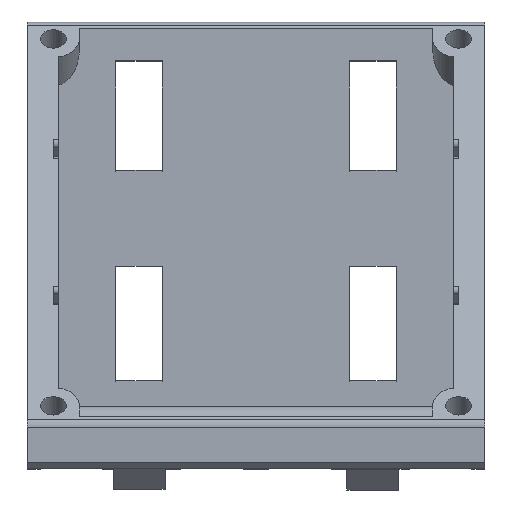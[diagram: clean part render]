
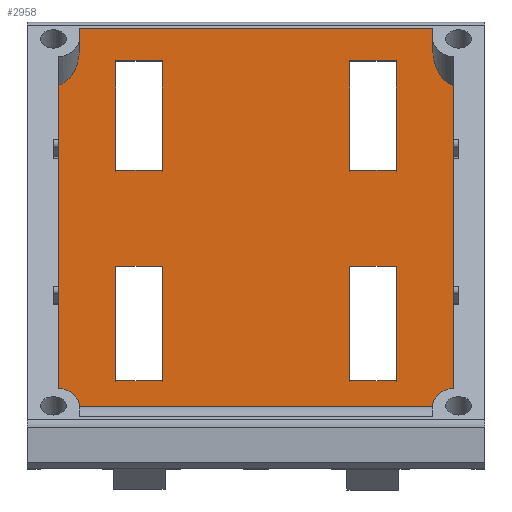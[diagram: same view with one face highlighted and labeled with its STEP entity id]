
A CAD part, top view. The second image highlights one B-rep face of the part: STEP entity #2958.
In plain terms, the highlighted planar face has unit normal (0, 0, 1).
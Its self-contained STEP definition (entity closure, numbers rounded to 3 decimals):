
#84=FACE_BOUND('',#265,.T.);
#85=FACE_BOUND('',#266,.T.);
#86=FACE_BOUND('',#267,.T.);
#87=FACE_BOUND('',#268,.T.);
#107=FACE_OUTER_BOUND('',#264,.T.);
#264=EDGE_LOOP('',(#1952,#1953,#1954,#1955,#1956,#1957,#1958,#1959));
#265=EDGE_LOOP('',(#1960,#1961,#1962,#1963));
#266=EDGE_LOOP('',(#1964,#1965,#1966,#1967));
#267=EDGE_LOOP('',(#1968,#1969,#1970,#1971));
#268=EDGE_LOOP('',(#1972,#1973,#1974,#1975));
#444=ELLIPSE('',#3164,7.071,5.);
#445=ELLIPSE('',#3165,7.071,5.);
#448=LINE('',#4174,#838);
#449=LINE('',#4178,#839);
#450=LINE('',#4180,#840);
#451=LINE('',#4182,#841);
#452=LINE('',#4186,#842);
#453=LINE('',#4187,#843);
#454=LINE('',#4190,#844);
#455=LINE('',#4192,#845);
#456=LINE('',#4194,#846);
#457=LINE('',#4195,#847);
#458=LINE('',#4198,#848);
#459=LINE('',#4200,#849);
#460=LINE('',#4202,#850);
#461=LINE('',#4203,#851);
#462=LINE('',#4206,#852);
#463=LINE('',#4208,#853);
#464=LINE('',#4210,#854);
#465=LINE('',#4211,#855);
#466=LINE('',#4214,#856);
#467=LINE('',#4216,#857);
#468=LINE('',#4218,#858);
#469=LINE('',#4219,#859);
#838=VECTOR('',#3373,1000.);
#839=VECTOR('',#3376,1000.);
#840=VECTOR('',#3377,1000.);
#841=VECTOR('',#3378,1000.);
#842=VECTOR('',#3381,1000.);
#843=VECTOR('',#3382,1000.);
#844=VECTOR('',#3383,1000.);
#845=VECTOR('',#3384,1000.);
#846=VECTOR('',#3385,1000.);
#847=VECTOR('',#3386,1000.);
#848=VECTOR('',#3387,1000.);
#849=VECTOR('',#3388,1000.);
#850=VECTOR('',#3389,1000.);
#851=VECTOR('',#3390,1000.);
#852=VECTOR('',#3391,1000.);
#853=VECTOR('',#3392,1000.);
#854=VECTOR('',#3393,1000.);
#855=VECTOR('',#3394,1000.);
#856=VECTOR('',#3395,1000.);
#857=VECTOR('',#3396,1000.);
#858=VECTOR('',#3397,1000.);
#859=VECTOR('',#3398,1000.);
#1228=VERTEX_POINT('',#4172);
#1229=VERTEX_POINT('',#4173);
#1230=VERTEX_POINT('',#4175);
#1231=VERTEX_POINT('',#4177);
#1232=VERTEX_POINT('',#4179);
#1233=VERTEX_POINT('',#4181);
#1234=VERTEX_POINT('',#4183);
#1235=VERTEX_POINT('',#4185);
#1236=VERTEX_POINT('',#4188);
#1237=VERTEX_POINT('',#4189);
#1238=VERTEX_POINT('',#4191);
#1239=VERTEX_POINT('',#4193);
#1240=VERTEX_POINT('',#4196);
#1241=VERTEX_POINT('',#4197);
#1242=VERTEX_POINT('',#4199);
#1243=VERTEX_POINT('',#4201);
#1244=VERTEX_POINT('',#4204);
#1245=VERTEX_POINT('',#4205);
#1246=VERTEX_POINT('',#4207);
#1247=VERTEX_POINT('',#4209);
#1248=VERTEX_POINT('',#4212);
#1249=VERTEX_POINT('',#4213);
#1250=VERTEX_POINT('',#4215);
#1251=VERTEX_POINT('',#4217);
#1516=EDGE_CURVE('',#1228,#1229,#448,.T.);
#1517=EDGE_CURVE('',#1229,#1230,#444,.F.);
#1518=EDGE_CURVE('',#1230,#1231,#449,.T.);
#1519=EDGE_CURVE('',#1231,#1232,#450,.T.);
#1520=EDGE_CURVE('',#1232,#1233,#451,.T.);
#1521=EDGE_CURVE('',#1233,#1234,#445,.F.);
#1522=EDGE_CURVE('',#1235,#1234,#452,.T.);
#1523=EDGE_CURVE('',#1228,#1235,#453,.T.);
#1524=EDGE_CURVE('',#1236,#1237,#454,.T.);
#1525=EDGE_CURVE('',#1237,#1238,#455,.T.);
#1526=EDGE_CURVE('',#1239,#1238,#456,.T.);
#1527=EDGE_CURVE('',#1236,#1239,#457,.T.);
#1528=EDGE_CURVE('',#1240,#1241,#458,.T.);
#1529=EDGE_CURVE('',#1241,#1242,#459,.T.);
#1530=EDGE_CURVE('',#1243,#1242,#460,.T.);
#1531=EDGE_CURVE('',#1240,#1243,#461,.T.);
#1532=EDGE_CURVE('',#1244,#1245,#462,.T.);
#1533=EDGE_CURVE('',#1245,#1246,#463,.T.);
#1534=EDGE_CURVE('',#1247,#1246,#464,.T.);
#1535=EDGE_CURVE('',#1244,#1247,#465,.T.);
#1536=EDGE_CURVE('',#1248,#1249,#466,.T.);
#1537=EDGE_CURVE('',#1249,#1250,#467,.T.);
#1538=EDGE_CURVE('',#1251,#1250,#468,.T.);
#1539=EDGE_CURVE('',#1248,#1251,#469,.T.);
#1952=ORIENTED_EDGE('',*,*,#1516,.T.);
#1953=ORIENTED_EDGE('',*,*,#1517,.T.);
#1954=ORIENTED_EDGE('',*,*,#1518,.T.);
#1955=ORIENTED_EDGE('',*,*,#1519,.T.);
#1956=ORIENTED_EDGE('',*,*,#1520,.T.);
#1957=ORIENTED_EDGE('',*,*,#1521,.T.);
#1958=ORIENTED_EDGE('',*,*,#1522,.F.);
#1959=ORIENTED_EDGE('',*,*,#1523,.F.);
#1960=ORIENTED_EDGE('',*,*,#1524,.T.);
#1961=ORIENTED_EDGE('',*,*,#1525,.T.);
#1962=ORIENTED_EDGE('',*,*,#1526,.F.);
#1963=ORIENTED_EDGE('',*,*,#1527,.F.);
#1964=ORIENTED_EDGE('',*,*,#1528,.T.);
#1965=ORIENTED_EDGE('',*,*,#1529,.T.);
#1966=ORIENTED_EDGE('',*,*,#1530,.F.);
#1967=ORIENTED_EDGE('',*,*,#1531,.F.);
#1968=ORIENTED_EDGE('',*,*,#1532,.T.);
#1969=ORIENTED_EDGE('',*,*,#1533,.T.);
#1970=ORIENTED_EDGE('',*,*,#1534,.F.);
#1971=ORIENTED_EDGE('',*,*,#1535,.F.);
#1972=ORIENTED_EDGE('',*,*,#1536,.T.);
#1973=ORIENTED_EDGE('',*,*,#1537,.T.);
#1974=ORIENTED_EDGE('',*,*,#1538,.F.);
#1975=ORIENTED_EDGE('',*,*,#1539,.F.);
#2824=PLANE('',#3163);
#2958=ADVANCED_FACE('',(#107,#84,#85,#86,#87),#2824,.T.);
#3163=AXIS2_PLACEMENT_3D('',#4171,#3371,#3372);
#3164=AXIS2_PLACEMENT_3D('',#4176,#3374,#3375);
#3165=AXIS2_PLACEMENT_3D('',#4184,#3379,#3380);
#3371=DIRECTION('center_axis',(0.,0.,1.));
#3372=DIRECTION('ref_axis',(1.,0.,0.));
#3373=DIRECTION('',(0.,1.,0.));
#3374=DIRECTION('center_axis',(0.,0.,1.));
#3375=DIRECTION('ref_axis',(0.,1.,0.));
#3376=DIRECTION('',(0.,1.,0.));
#3377=DIRECTION('',(-1.,0.,0.));
#3378=DIRECTION('',(0.,-1.,0.));
#3379=DIRECTION('center_axis',(0.,0.,1.));
#3380=DIRECTION('ref_axis',(0.,1.,0.));
#3381=DIRECTION('',(0.,1.,0.));
#3382=DIRECTION('',(-1.,0.,0.));
#3383=DIRECTION('',(0.,-1.,0.));
#3384=DIRECTION('',(-1.,0.,0.));
#3385=DIRECTION('',(0.,-1.,0.));
#3386=DIRECTION('',(-1.,0.,0.));
#3387=DIRECTION('',(0.,-1.,0.));
#3388=DIRECTION('',(-1.,0.,0.));
#3389=DIRECTION('',(0.,-1.,0.));
#3390=DIRECTION('',(-1.,0.,0.));
#3391=DIRECTION('',(0.,-1.,0.));
#3392=DIRECTION('',(-1.,0.,0.));
#3393=DIRECTION('',(0.,-1.,0.));
#3394=DIRECTION('',(-1.,0.,0.));
#3395=DIRECTION('',(0.,-1.,0.));
#3396=DIRECTION('',(-1.,0.,0.));
#3397=DIRECTION('',(0.,-1.,0.));
#3398=DIRECTION('',(-1.,0.,0.));
#4171=CARTESIAN_POINT('Origin',(38.,12.,10.));
#4172=CARTESIAN_POINT('',(38.,12.,10.));
#4173=CARTESIAN_POINT('',(38.,73.782,10.));
#4174=CARTESIAN_POINT('',(38.,12.,10.));
#4175=CARTESIAN_POINT('',(34.,80.711,10.));
#4176=CARTESIAN_POINT('Origin',(39.,80.711,10.));
#4177=CARTESIAN_POINT('',(34.,84.752,10.));
#4178=CARTESIAN_POINT('',(34.,12.,10.));
#4179=CARTESIAN_POINT('',(-34.,84.752,10.));
#4180=CARTESIAN_POINT('',(44.,84.752,10.));
#4181=CARTESIAN_POINT('',(-34.,80.711,10.));
#4182=CARTESIAN_POINT('',(-34.,12.,10.));
#4183=CARTESIAN_POINT('',(-38.,73.782,10.));
#4184=CARTESIAN_POINT('Origin',(-39.,80.711,10.));
#4185=CARTESIAN_POINT('',(-38.,12.,10.));
#4186=CARTESIAN_POINT('',(-38.,12.,10.));
#4187=CARTESIAN_POINT('',(38.,12.,10.));
#4188=CARTESIAN_POINT('',(-18.,39.,10.));
#4189=CARTESIAN_POINT('',(-18.,17.,10.));
#4190=CARTESIAN_POINT('',(-18.,39.,10.));
#4191=CARTESIAN_POINT('',(-27.,17.,10.));
#4192=CARTESIAN_POINT('',(-18.,17.,10.));
#4193=CARTESIAN_POINT('',(-27.,39.,10.));
#4194=CARTESIAN_POINT('',(-27.,39.,10.));
#4195=CARTESIAN_POINT('',(-18.,39.,10.));
#4196=CARTESIAN_POINT('',(-18.,78.5,10.));
#4197=CARTESIAN_POINT('',(-18.,57.5,10.));
#4198=CARTESIAN_POINT('',(-18.,78.5,10.));
#4199=CARTESIAN_POINT('',(-27.,57.5,10.));
#4200=CARTESIAN_POINT('',(-18.,57.5,10.));
#4201=CARTESIAN_POINT('',(-27.,78.5,10.));
#4202=CARTESIAN_POINT('',(-27.,78.5,10.));
#4203=CARTESIAN_POINT('',(-18.,78.5,10.));
#4204=CARTESIAN_POINT('',(27.,39.,10.));
#4205=CARTESIAN_POINT('',(27.,17.,10.));
#4206=CARTESIAN_POINT('',(27.,39.,10.));
#4207=CARTESIAN_POINT('',(18.,17.,10.));
#4208=CARTESIAN_POINT('',(27.,17.,10.));
#4209=CARTESIAN_POINT('',(18.,39.,10.));
#4210=CARTESIAN_POINT('',(18.,39.,10.));
#4211=CARTESIAN_POINT('',(27.,39.,10.));
#4212=CARTESIAN_POINT('',(27.,78.5,10.));
#4213=CARTESIAN_POINT('',(27.,57.5,10.));
#4214=CARTESIAN_POINT('',(27.,78.5,10.));
#4215=CARTESIAN_POINT('',(18.,57.5,10.));
#4216=CARTESIAN_POINT('',(27.,57.5,10.));
#4217=CARTESIAN_POINT('',(18.,78.5,10.));
#4218=CARTESIAN_POINT('',(18.,78.5,10.));
#4219=CARTESIAN_POINT('',(27.,78.5,10.));
